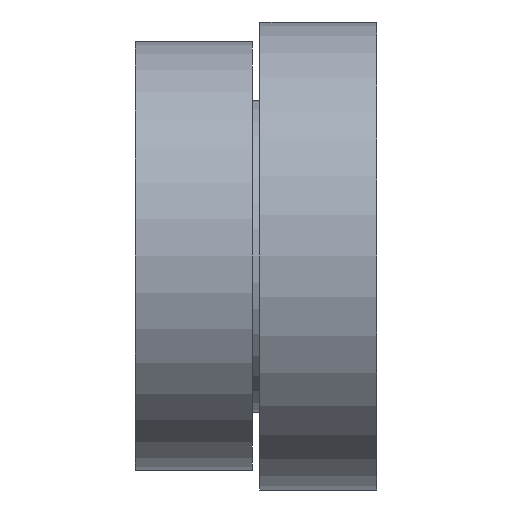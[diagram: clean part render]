
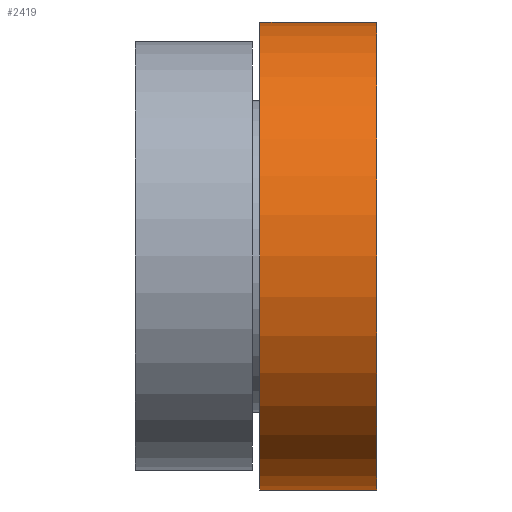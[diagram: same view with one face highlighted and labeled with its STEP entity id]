
A CAD part, left-side view. The second image highlights one B-rep face of the part: STEP entity #2419.
In plain terms, the highlighted cylindrical face has radius 6 mm (diameter 12 mm), a partial arc.
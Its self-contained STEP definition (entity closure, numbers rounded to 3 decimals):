
#224=FACE_OUTER_BOUND('',#351,.T.);
#351=EDGE_LOOP('',(#2189,#2190,#2191,#2192));
#594=LINE('',#4130,#815);
#595=LINE('',#4136,#816);
#815=VECTOR('',#3404,10.);
#816=VECTOR('',#3411,10.);
#944=CIRCLE('',#2693,6.);
#945=CIRCLE('',#2694,6.);
#1174=VERTEX_POINT('',#4123);
#1177=VERTEX_POINT('',#4128);
#1178=VERTEX_POINT('',#4132);
#1179=VERTEX_POINT('',#4134);
#1522=EDGE_CURVE('',#1174,#1177,#594,.T.);
#1523=EDGE_CURVE('',#1178,#1174,#944,.T.);
#1524=EDGE_CURVE('',#1179,#1177,#945,.T.);
#1525=EDGE_CURVE('',#1178,#1179,#595,.T.);
#2189=ORIENTED_EDGE('',*,*,#1523,.T.);
#2190=ORIENTED_EDGE('',*,*,#1522,.T.);
#2191=ORIENTED_EDGE('',*,*,#1524,.F.);
#2192=ORIENTED_EDGE('',*,*,#1525,.F.);
#2300=CYLINDRICAL_SURFACE('',#2692,6.);
#2419=ADVANCED_FACE('',(#224),#2300,.T.);
#2692=AXIS2_PLACEMENT_3D('',#4131,#3405,#3406);
#2693=AXIS2_PLACEMENT_3D('',#4133,#3407,#3408);
#2694=AXIS2_PLACEMENT_3D('',#4135,#3409,#3410);
#3404=DIRECTION('',(0.,1.,0.));
#3405=DIRECTION('center_axis',(0.,1.,0.));
#3406=DIRECTION('ref_axis',(0.,0.,-1.));
#3407=DIRECTION('center_axis',(0.,1.,0.));
#3408=DIRECTION('ref_axis',(0.,0.,-1.));
#3409=DIRECTION('center_axis',(0.,1.,0.));
#3410=DIRECTION('ref_axis',(0.,0.,-1.));
#3411=DIRECTION('',(0.,1.,0.));
#4123=CARTESIAN_POINT('',(6.,0.,0.));
#4128=CARTESIAN_POINT('',(6.,3.,0.));
#4130=CARTESIAN_POINT('',(6.,0.,0.));
#4131=CARTESIAN_POINT('Origin',(6.,0.,-6.));
#4132=CARTESIAN_POINT('',(6.,0.,-12.));
#4133=CARTESIAN_POINT('Origin',(6.,0.,-6.));
#4134=CARTESIAN_POINT('',(6.,3.,-12.));
#4135=CARTESIAN_POINT('Origin',(6.,3.,-6.));
#4136=CARTESIAN_POINT('',(6.,0.,-12.));
